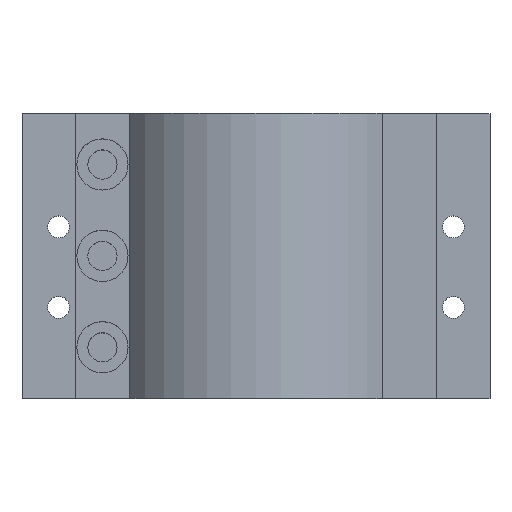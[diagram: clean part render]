
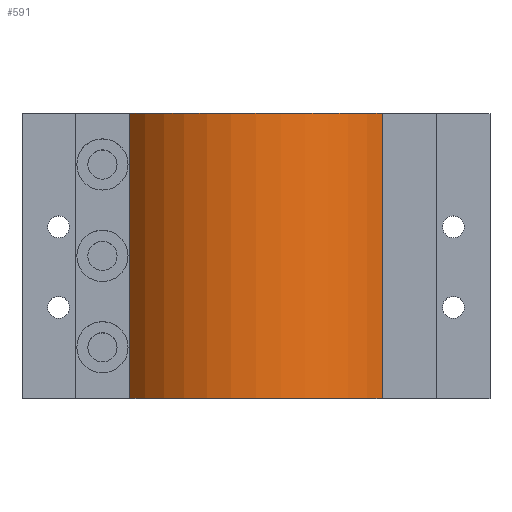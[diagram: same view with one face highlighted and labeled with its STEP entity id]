
A CAD part, top view. The second image highlights one B-rep face of the part: STEP entity #591.
In plain terms, the highlighted cylindrical face has radius 41.5 mm (diameter 83 mm), a partial arc.
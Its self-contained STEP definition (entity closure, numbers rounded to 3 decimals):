
#78=FACE_OUTER_BOUND('',#122,.T.);
#122=EDGE_LOOP('',(#492,#493,#494,#495));
#174=LINE('',#976,#224);
#175=LINE('',#982,#225);
#224=VECTOR('',#810,10.);
#225=VECTOR('',#817,10.);
#262=CIRCLE('',#663,41.5);
#263=CIRCLE('',#664,41.5);
#306=VERTEX_POINT('',#972);
#307=VERTEX_POINT('',#974);
#308=VERTEX_POINT('',#978);
#309=VERTEX_POINT('',#980);
#378=EDGE_CURVE('',#306,#307,#174,.T.);
#379=EDGE_CURVE('',#308,#306,#262,.T.);
#380=EDGE_CURVE('',#309,#307,#263,.T.);
#381=EDGE_CURVE('',#308,#309,#175,.T.);
#492=ORIENTED_EDGE('',*,*,#379,.T.);
#493=ORIENTED_EDGE('',*,*,#378,.T.);
#494=ORIENTED_EDGE('',*,*,#380,.F.);
#495=ORIENTED_EDGE('',*,*,#381,.F.);
#564=CYLINDRICAL_SURFACE('',#662,41.5);
#591=ADVANCED_FACE('',(#78),#564,.T.);
#662=AXIS2_PLACEMENT_3D('',#977,#811,#812);
#663=AXIS2_PLACEMENT_3D('',#979,#813,#814);
#664=AXIS2_PLACEMENT_3D('',#981,#815,#816);
#810=DIRECTION('',(0.,1.,0.));
#811=DIRECTION('center_axis',(0.,1.,0.));
#812=DIRECTION('ref_axis',(1.,0.,0.));
#813=DIRECTION('center_axis',(0.,1.,0.));
#814=DIRECTION('ref_axis',(1.,0.,0.));
#815=DIRECTION('center_axis',(0.,1.,0.));
#816=DIRECTION('ref_axis',(1.,0.,0.));
#817=DIRECTION('',(0.,1.,0.));
#972=CARTESIAN_POINT('',(35.5,0.,74.565));
#974=CARTESIAN_POINT('',(35.5,78.,74.565));
#976=CARTESIAN_POINT('',(35.5,0.,74.565));
#977=CARTESIAN_POINT('Origin',(1.,0.,51.5));
#978=CARTESIAN_POINT('',(-33.5,0.,74.565));
#979=CARTESIAN_POINT('Origin',(1.,0.,51.5));
#980=CARTESIAN_POINT('',(-33.5,78.,74.565));
#981=CARTESIAN_POINT('Origin',(1.,78.,51.5));
#982=CARTESIAN_POINT('',(-33.5,0.,74.565));
